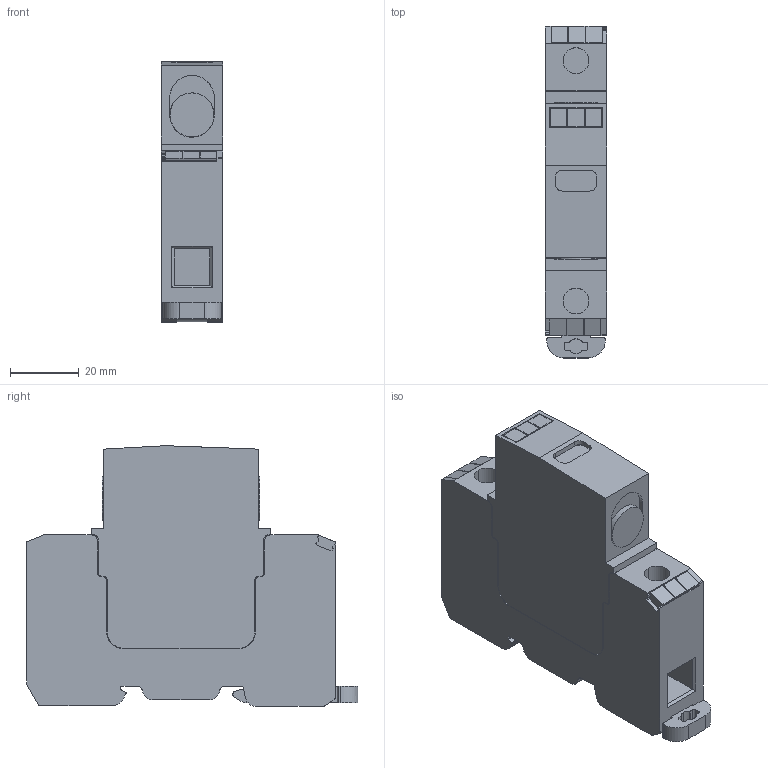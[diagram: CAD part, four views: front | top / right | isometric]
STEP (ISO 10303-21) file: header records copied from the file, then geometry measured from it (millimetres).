
FILE_DESCRIPTION(('CATIA V5 STEP Exchange','CAx-IF Rec.Pracs.--- Model Styling and Organization---1.4--- 2014-01-23'),'2;1');
FILE_NAME ('7044638_7_1352130000_S3D_VPU_I_II_1_XXX.stp','2018-12-17T11:51:10+00:00',('none'),('Weidmueller'),'CATIA Version 5-6 Release 2016 SP3 HF44','CATIA V5 STEP AP214','none');
FILE_SCHEMA(('AUTOMOTIVE_DESIGN { 1 0 10303 214 1 1 1 1 }'));
Length unit declared in the file: millimetre
Products named in the file (1): S3D_VPU_I_II_1_XXX
Bounding box: 17.8 x 96.6 x 75.9 mm (x, y, z)
Volume: 93106.9 mm3; surface area: 28303.5 mm2
Topology: 9 solids, 9 shells, 387 faces, 1078 edges, 718 vertices
Faces by surface type: plane 267, cylinder 112, extrusion 8
Entity records: 13149 total; most frequent: CARTESIAN_POINT 2973, ORIENTED_EDGE 2156, DIRECTION 1742, EDGE_CURVE 1078, VECTOR 838, LINE 830, VERTEX_POINT 718, AXIS2_PLACEMENT_3D 545
